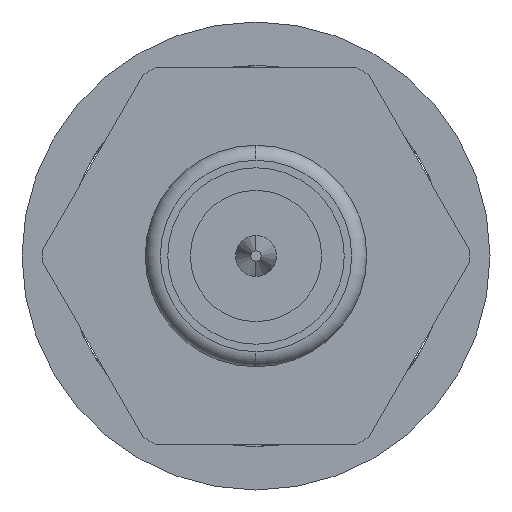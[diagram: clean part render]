
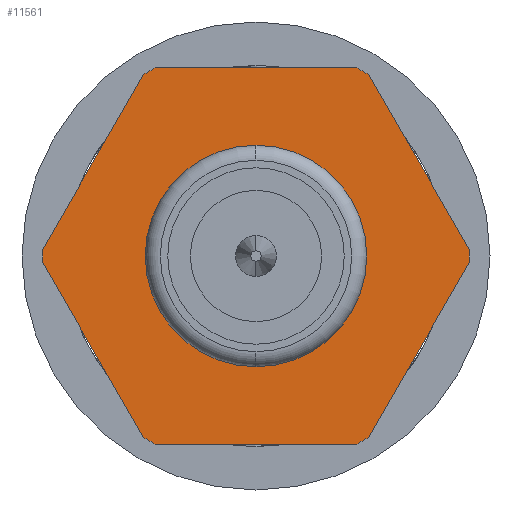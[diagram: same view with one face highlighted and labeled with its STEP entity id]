
A CAD part, left-side view. The second image highlights one B-rep face of the part: STEP entity #11561.
In plain terms, the highlighted planar face has unit normal (-1, 0, 0).
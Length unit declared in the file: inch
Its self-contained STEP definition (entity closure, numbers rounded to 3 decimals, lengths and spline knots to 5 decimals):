
#25 = CARTESIAN_POINT ( 'NONE',  ( 0.20866, 0.07361, 0.125 ) ) ;
#117 = DIRECTION ( 'NONE',  ( 0., 0., 1. ) ) ;
#410 = CARTESIAN_POINT ( 'NONE',  ( 0.20866, 0.14171, 0.00455 ) ) ;
#424 = CARTESIAN_POINT ( 'NONE',  ( 0.20866, 0., -0.07361 ) ) ;
#446 = CARTESIAN_POINT ( 'NONE',  ( 0.20866, -0.08985, -0.09438 ) ) ;
#461 = CARTESIAN_POINT ( 'NONE',  ( 0.20866, 0., 0. ) ) ;
#525 = VERTEX_POINT ( 'NONE', #1755 ) ;
#602 = VERTEX_POINT ( 'NONE', #5284 ) ;
#899 = AXIS2_PLACEMENT_3D ( 'NONE', #2833, #2569, #4690 ) ;
#941 = ORIENTED_EDGE ( 'NONE', *, *, #11644, .T. ) ;
#1026 = FACE_OUTER_BOUND ( 'NONE', #7134, .T. ) ;
#1095 = EDGE_LOOP ( 'NONE', ( #7727, #7769 ) ) ;
#1297 = ORIENTED_EDGE ( 'NONE', *, *, #9923, .T. ) ;
#1321 = PLANE ( 'NONE',  #6662 ) ;
#1671 = CARTESIAN_POINT ( 'NONE',  ( 0.20866, -0.08985, 0.09438 ) ) ;
#1723 = CARTESIAN_POINT ( 'NONE',  ( 0.20866, 0., 0. ) ) ;
#1755 = CARTESIAN_POINT ( 'NONE',  ( 0.20866, 0.07479, -0.12045 ) ) ;
#1785 = LINE ( 'NONE', #25, #10909 ) ;
#2103 = DIRECTION ( 'NONE',  ( 0., 0.5, -0.866 ) ) ;
#2225 = LINE ( 'NONE', #2291, #5539 ) ;
#2291 = CARTESIAN_POINT ( 'NONE',  ( 0.20866, 0.12666, 0.03062 ) ) ;
#2329 = DIRECTION ( 'NONE',  ( 0., -0.5, 0.866 ) ) ;
#2378 = DIRECTION ( 'NONE',  ( -1., 0., 0. ) ) ;
#2569 = DIRECTION ( 'NONE',  ( -1., 0., 0. ) ) ;
#2618 = EDGE_CURVE ( 'NONE', #5018, #10656, #3229, .T. ) ;
#2760 = VECTOR ( 'NONE', #4150, 39.37008 ) ;
#2801 = EDGE_CURVE ( 'NONE', #10032, #602, #5407, .T. ) ;
#2833 = CARTESIAN_POINT ( 'NONE',  ( 0.20866, 0., 0. ) ) ;
#2952 = CARTESIAN_POINT ( 'NONE',  ( 0.20866, 0.12666, -0.03062 ) ) ;
#2982 = AXIS2_PLACEMENT_3D ( 'NONE', #10995, #8413, #117 ) ;
#3053 = LINE ( 'NONE', #1671, #11076 ) ;
#3229 = CIRCLE ( 'NONE', #9989, 0.14178 ) ;
#3296 = ORIENTED_EDGE ( 'NONE', *, *, #8071, .T. ) ;
#3663 = CARTESIAN_POINT ( 'NONE',  ( 0.20866, 0., 0. ) ) ;
#3750 = ORIENTED_EDGE ( 'NONE', *, *, #10219, .T. ) ;
#3785 = CARTESIAN_POINT ( 'NONE',  ( 0.20866, 0.07361, -0.125 ) ) ;
#3811 = VERTEX_POINT ( 'NONE', #8008 ) ;
#3865 = VERTEX_POINT ( 'NONE', #6314 ) ;
#3932 = LINE ( 'NONE', #3785, #10683 ) ;
#3936 = VERTEX_POINT ( 'NONE', #8274 ) ;
#4035 = EDGE_CURVE ( 'NONE', #8188, #3936, #3932, .T. ) ;
#4095 = DIRECTION ( 'NONE',  ( 0., 0., 1. ) ) ;
#4150 = DIRECTION ( 'NONE',  ( 0., 0.5, 0.866 ) ) ;
#4614 = CIRCLE ( 'NONE', #6120, 0.14178 ) ;
#4627 = AXIS2_PLACEMENT_3D ( 'NONE', #9409, #7579, #7612 ) ;
#4690 = DIRECTION ( 'NONE',  ( 0., 0., 1. ) ) ;
#4698 = AXIS2_PLACEMENT_3D ( 'NONE', #5914, #2378, #4095 ) ;
#4796 = LINE ( 'NONE', #446, #4941 ) ;
#4879 = CARTESIAN_POINT ( 'NONE',  ( 0.20866, -0.07479, -0.12045 ) ) ;
#4941 = VECTOR ( 'NONE', #2103, 39.37008 ) ;
#5018 = VERTEX_POINT ( 'NONE', #410 ) ;
#5069 = CIRCLE ( 'NONE', #4627, 0.14178 ) ;
#5083 = VERTEX_POINT ( 'NONE', #9581 ) ;
#5135 = DIRECTION ( 'NONE',  ( 0., 0., 1. ) ) ;
#5253 = ORIENTED_EDGE ( 'NONE', *, *, #5303, .F. ) ;
#5284 = CARTESIAN_POINT ( 'NONE',  ( 0.20866, 0., 0.07361 ) ) ;
#5303 = EDGE_CURVE ( 'NONE', #5018, #3865, #2225, .T. ) ;
#5407 = CIRCLE ( 'NONE', #2982, 0.07361 ) ;
#5416 = DIRECTION ( 'NONE',  ( 0., 0., 1. ) ) ;
#5504 = AXIS2_PLACEMENT_3D ( 'NONE', #3663, #10864, #5416 ) ;
#5539 = VECTOR ( 'NONE', #2329, 39.37008 ) ;
#5657 = AXIS2_PLACEMENT_3D ( 'NONE', #11420, #7828, #10546 ) ;
#5794 = VERTEX_POINT ( 'NONE', #10921 ) ;
#5795 = CARTESIAN_POINT ( 'NONE',  ( 0.20866, -0.14171, -0.00455 ) ) ;
#5914 = CARTESIAN_POINT ( 'NONE',  ( 0.20866, 0., 0. ) ) ;
#6049 = EDGE_CURVE ( 'NONE', #6225, #11431, #4796, .T. ) ;
#6120 = AXIS2_PLACEMENT_3D ( 'NONE', #461, #10556, #5135 ) ;
#6225 = VERTEX_POINT ( 'NONE', #5795 ) ;
#6242 = DIRECTION ( 'NONE',  ( 0., 0., 1. ) ) ;
#6276 = ORIENTED_EDGE ( 'NONE', *, *, #6049, .F. ) ;
#6314 = CARTESIAN_POINT ( 'NONE',  ( 0.20866, 0.07479, 0.12045 ) ) ;
#6336 = EDGE_CURVE ( 'NONE', #525, #3936, #10655, .T. ) ;
#6484 = DIRECTION ( 'NONE',  ( 0., -1., 0. ) ) ;
#6662 = AXIS2_PLACEMENT_3D ( 'NONE', #10469, #6981, #6901 ) ;
#6901 = DIRECTION ( 'NONE',  ( 0., 0., -1. ) ) ;
#6981 = DIRECTION ( 'NONE',  ( 1., 0., 0. ) ) ;
#7127 = ORIENTED_EDGE ( 'NONE', *, *, #9359, .F. ) ;
#7134 = EDGE_LOOP ( 'NONE', ( #7127, #11077, #7470, #3296, #6276, #3750, #9841, #941, #10893, #1297, #5253, #10890 ) ) ;
#7470 = ORIENTED_EDGE ( 'NONE', *, *, #4035, .F. ) ;
#7502 = CIRCLE ( 'NONE', #5657, 0.14178 ) ;
#7579 = DIRECTION ( 'NONE',  ( -1., 0., 0. ) ) ;
#7612 = DIRECTION ( 'NONE',  ( 0., 0., 1. ) ) ;
#7727 = ORIENTED_EDGE ( 'NONE', *, *, #9116, .F. ) ;
#7769 = ORIENTED_EDGE ( 'NONE', *, *, #2801, .F. ) ;
#7772 = EDGE_CURVE ( 'NONE', #3811, #5083, #3053, .T. ) ;
#7828 = DIRECTION ( 'NONE',  ( -1., 0., 0. ) ) ;
#8008 = CARTESIAN_POINT ( 'NONE',  ( 0.20866, -0.07479, 0.12045 ) ) ;
#8036 = CARTESIAN_POINT ( 'NONE',  ( 0.20866, -0.06692, 0.125 ) ) ;
#8071 = EDGE_CURVE ( 'NONE', #8188, #11431, #5069, .T. ) ;
#8162 = DIRECTION ( 'NONE',  ( 0., -0.5, -0.866 ) ) ;
#8188 = VERTEX_POINT ( 'NONE', #8455 ) ;
#8274 = CARTESIAN_POINT ( 'NONE',  ( 0.20866, 0.06692, -0.125 ) ) ;
#8413 = DIRECTION ( 'NONE',  ( -1., 0., 0. ) ) ;
#8455 = CARTESIAN_POINT ( 'NONE',  ( 0.20866, -0.06692, -0.125 ) ) ;
#9040 = CARTESIAN_POINT ( 'NONE',  ( 0.20866, 0.14171, -0.00455 ) ) ;
#9073 = CIRCLE ( 'NONE', #5504, 0.14178 ) ;
#9116 = EDGE_CURVE ( 'NONE', #602, #10032, #9484, .T. ) ;
#9359 = EDGE_CURVE ( 'NONE', #525, #10656, #10352, .T. ) ;
#9409 = CARTESIAN_POINT ( 'NONE',  ( 0.20866, 0., 0. ) ) ;
#9484 = CIRCLE ( 'NONE', #899, 0.07361 ) ;
#9581 = CARTESIAN_POINT ( 'NONE',  ( 0.20866, -0.14171, 0.00455 ) ) ;
#9841 = ORIENTED_EDGE ( 'NONE', *, *, #7772, .F. ) ;
#9850 = EDGE_CURVE ( 'NONE', #5794, #10424, #1785, .T. ) ;
#9923 = EDGE_CURVE ( 'NONE', #5794, #3865, #9073, .T. ) ;
#9989 = AXIS2_PLACEMENT_3D ( 'NONE', #1723, #10771, #6242 ) ;
#10032 = VERTEX_POINT ( 'NONE', #424 ) ;
#10219 = EDGE_CURVE ( 'NONE', #6225, #5083, #4614, .T. ) ;
#10352 = LINE ( 'NONE', #2952, #2760 ) ;
#10424 = VERTEX_POINT ( 'NONE', #8036 ) ;
#10469 = CARTESIAN_POINT ( 'NONE',  ( 0.20866, 0.07361, 0. ) ) ;
#10546 = DIRECTION ( 'NONE',  ( 0., 0., 1. ) ) ;
#10556 = DIRECTION ( 'NONE',  ( -1., 0., 0. ) ) ;
#10655 = CIRCLE ( 'NONE', #4698, 0.14178 ) ;
#10656 = VERTEX_POINT ( 'NONE', #9040 ) ;
#10683 = VECTOR ( 'NONE', #11144, 39.37008 ) ;
#10771 = DIRECTION ( 'NONE',  ( -1., 0., 0. ) ) ;
#10864 = DIRECTION ( 'NONE',  ( -1., 0., 0. ) ) ;
#10890 = ORIENTED_EDGE ( 'NONE', *, *, #2618, .T. ) ;
#10893 = ORIENTED_EDGE ( 'NONE', *, *, #9850, .F. ) ;
#10909 = VECTOR ( 'NONE', #6484, 39.37008 ) ;
#10921 = CARTESIAN_POINT ( 'NONE',  ( 0.20866, 0.06692, 0.125 ) ) ;
#10995 = CARTESIAN_POINT ( 'NONE',  ( 0.20866, 0., 0. ) ) ;
#11076 = VECTOR ( 'NONE', #8162, 39.37008 ) ;
#11077 = ORIENTED_EDGE ( 'NONE', *, *, #6336, .T. ) ;
#11144 = DIRECTION ( 'NONE',  ( 0., 1., 0. ) ) ;
#11420 = CARTESIAN_POINT ( 'NONE',  ( 0.20866, 0., 0. ) ) ;
#11431 = VERTEX_POINT ( 'NONE', #4879 ) ;
#11561 = ADVANCED_FACE ( 'NONE', ( #11741, #1026 ), #1321, .F. ) ;
#11644 = EDGE_CURVE ( 'NONE', #3811, #10424, #7502, .T. ) ;
#11741 = FACE_BOUND ( 'NONE', #1095, .T. ) ;
